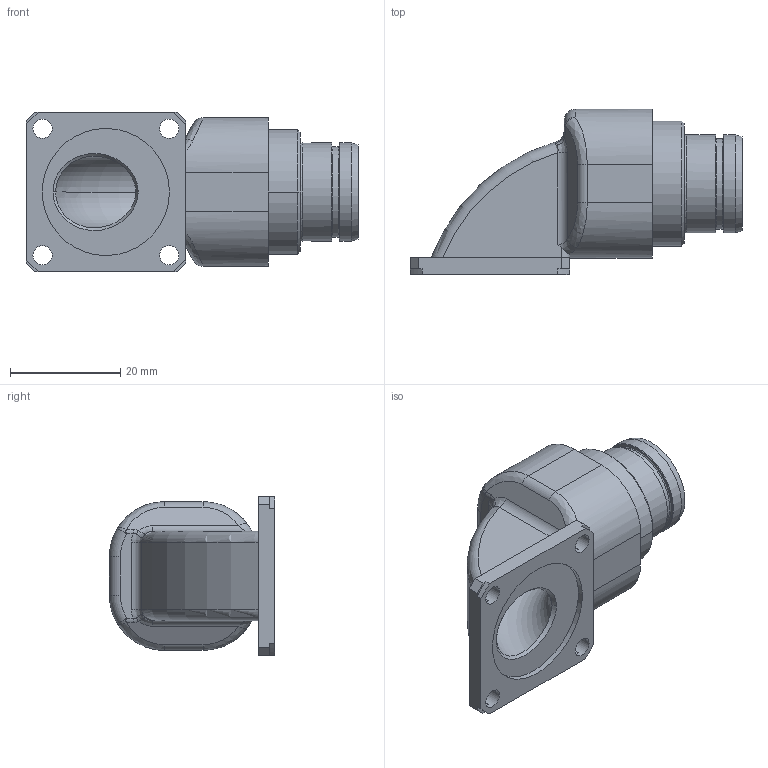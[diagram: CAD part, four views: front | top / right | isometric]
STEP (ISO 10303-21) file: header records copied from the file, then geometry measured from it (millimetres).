
FILE_DESCRIPTION((''),'2;1');
FILE_NAME('1332EC204MS','2024-07-26T08:39:35',('paultorloting'),('NET AG system integration'),'CREO PARAMETRIC BY PTC INC, 2021404','CREO PARAMETRIC BY PTC INC, 2021404','');
FILE_SCHEMA(('AUTOMOTIVE_DESIGN { 1 0 10303 214 1 1 1 1 }'));
Length unit declared in the file: millimetre
Products named in the file (1): 1332EC204MS
Bounding box: 60.3 x 30 x 29 mm (x, y, z)
Volume: 15593 mm3; surface area: 11464.6 mm2
Topology: 1 solids, 1 shells, 544 faces, 1408 edges, 909 vertices
Faces by surface type: plane 328, cylinder 132, cone 37, bspline 30, torus 17
Entity records: 22800 total; most frequent: CARTESIAN_POINT 5507, ORIENTED_EDGE 2800, DIRECTION 2670, EDGE_CURVE 1400, VECTOR 977, LINE 977, VERTEX_POINT 910, AXIS2_PLACEMENT_3D 845
